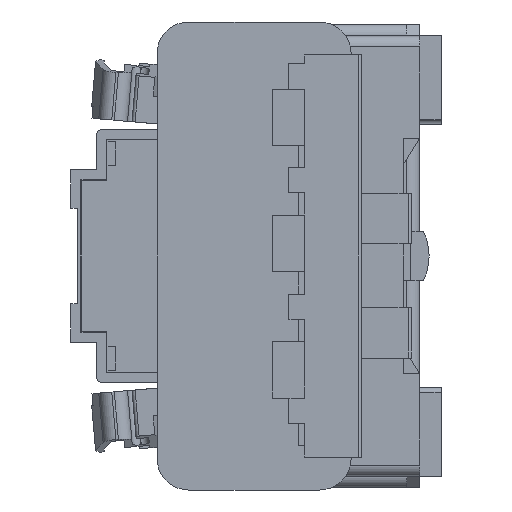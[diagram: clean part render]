
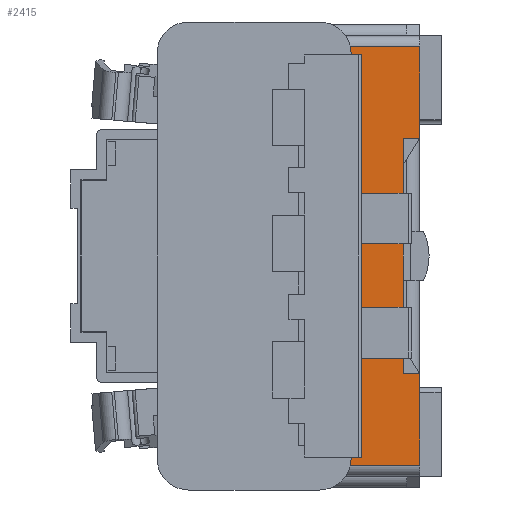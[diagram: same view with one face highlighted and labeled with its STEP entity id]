
A CAD part, left-side view. The second image highlights one B-rep face of the part: STEP entity #2415.
In plain terms, the highlighted planar face has unit normal (-1, 0, 0).
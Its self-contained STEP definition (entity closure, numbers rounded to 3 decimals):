
#394 = VERTEX_POINT ( 'NONE', #4694 ) ;
#403 = LINE ( 'NONE', #24686, #11092 ) ;
#879 = VECTOR ( 'NONE', #8882, 1000. ) ;
#1690 = LINE ( 'NONE', #25952, #11157 ) ;
#1746 = ORIENTED_EDGE ( 'NONE', *, *, #17462, .T. ) ;
#2415 = ADVANCED_FACE ( 'NONE', ( #24300 ), #3084, .F. ) ;
#3084 = PLANE ( 'NONE',  #23605 ) ;
#3242 = CARTESIAN_POINT ( 'NONE',  ( 0., 0., -18.5 ) ) ;
#4315 = CARTESIAN_POINT ( 'NONE',  ( 0., 2.6, -18.5 ) ) ;
#4473 = VERTEX_POINT ( 'NONE', #26461 ) ;
#4616 = LINE ( 'NONE', #26090, #7217 ) ;
#4694 = CARTESIAN_POINT ( 'NONE',  ( 0., 0., 33. ) ) ;
#5956 = DIRECTION ( 'NONE',  ( 0., -1., 0. ) ) ;
#6454 = EDGE_LOOP ( 'NONE', ( #14030, #21599, #13913, #14015, #18658, #25535, #25841, #1746 ) ) ;
#7217 = VECTOR ( 'NONE', #23321, 1000. ) ;
#7404 = VECTOR ( 'NONE', #5956, 1000. ) ;
#8761 = CARTESIAN_POINT ( 'NONE',  ( 0., 2.6, 18.5 ) ) ;
#8882 = DIRECTION ( 'NONE',  ( 0., 1., 0. ) ) ;
#9328 = VECTOR ( 'NONE', #12309, 1000. ) ;
#9457 = DIRECTION ( 'NONE',  ( 0., 0., -1. ) ) ;
#9523 = EDGE_CURVE ( 'NONE', #17372, #15901, #4616, .T. ) ;
#9524 = EDGE_CURVE ( 'NONE', #4473, #18517, #17791, .T. ) ;
#9597 = EDGE_CURVE ( 'NONE', #16387, #17372, #17953, .T. ) ;
#11092 = VECTOR ( 'NONE', #21912, 1000. ) ;
#11109 = EDGE_CURVE ( 'NONE', #394, #20459, #403, .T. ) ;
#11157 = VECTOR ( 'NONE', #23193, 1000. ) ;
#11644 = CARTESIAN_POINT ( 'NONE',  ( 0., 31.8, 33. ) ) ;
#12229 = CARTESIAN_POINT ( 'NONE',  ( 0., 2.6, -18.5 ) ) ;
#12309 = DIRECTION ( 'NONE',  ( 0., 0., -1. ) ) ;
#12459 = DIRECTION ( 'NONE',  ( 0., -1., 0. ) ) ;
#13681 = EDGE_CURVE ( 'NONE', #18517, #15901, #1690, .T. ) ;
#13913 = ORIENTED_EDGE ( 'NONE', *, *, #9523, .F. ) ;
#14015 = ORIENTED_EDGE ( 'NONE', *, *, #9597, .F. ) ;
#14030 = ORIENTED_EDGE ( 'NONE', *, *, #9524, .T. ) ;
#14320 = VECTOR ( 'NONE', #9457, 1000. ) ;
#14958 = LINE ( 'NONE', #12229, #14320 ) ;
#15041 = CARTESIAN_POINT ( 'NONE',  ( 0., 15.8, -22.8 ) ) ;
#15178 = CARTESIAN_POINT ( 'NONE',  ( 0., 2.6, 18.5 ) ) ;
#15190 = CARTESIAN_POINT ( 'NONE',  ( 0., 2.6, -18.5 ) ) ;
#15901 = VERTEX_POINT ( 'NONE', #21449 ) ;
#16296 = DIRECTION ( 'NONE',  ( 0., 0., -1. ) ) ;
#16387 = VERTEX_POINT ( 'NONE', #4315 ) ;
#17039 = VERTEX_POINT ( 'NONE', #15178 ) ;
#17130 = LINE ( 'NONE', #11644, #879 ) ;
#17372 = VERTEX_POINT ( 'NONE', #3242 ) ;
#17462 = EDGE_CURVE ( 'NONE', #394, #4473, #17130, .T. ) ;
#17791 = LINE ( 'NONE', #15041, #9328 ) ;
#17953 = LINE ( 'NONE', #15190, #21818 ) ;
#18517 = VERTEX_POINT ( 'NONE', #26655 ) ;
#18561 = EDGE_CURVE ( 'NONE', #17039, #16387, #14958, .T. ) ;
#18658 = ORIENTED_EDGE ( 'NONE', *, *, #18561, .F. ) ;
#19079 = DIRECTION ( 'NONE',  ( 1., 0., 0. ) ) ;
#19773 = LINE ( 'NONE', #8761, #7404 ) ;
#19999 = EDGE_CURVE ( 'NONE', #17039, #20459, #19773, .T. ) ;
#20459 = VERTEX_POINT ( 'NONE', #22720 ) ;
#21449 = CARTESIAN_POINT ( 'NONE',  ( 0., 0., -33. ) ) ;
#21599 = ORIENTED_EDGE ( 'NONE', *, *, #13681, .T. ) ;
#21818 = VECTOR ( 'NONE', #12459, 1000. ) ;
#21822 = CARTESIAN_POINT ( 'NONE',  ( 0., 31.8, 36.5 ) ) ;
#21912 = DIRECTION ( 'NONE',  ( 0., 0., -1. ) ) ;
#22720 = CARTESIAN_POINT ( 'NONE',  ( 0., 0., 18.5 ) ) ;
#23193 = DIRECTION ( 'NONE',  ( 0., -1., 0. ) ) ;
#23321 = DIRECTION ( 'NONE',  ( 0., 0., -1. ) ) ;
#23605 = AXIS2_PLACEMENT_3D ( 'NONE', #21822, #19079, #16296 ) ;
#24300 = FACE_OUTER_BOUND ( 'NONE', #6454, .T. ) ;
#24686 = CARTESIAN_POINT ( 'NONE',  ( 0., 0., 36.5 ) ) ;
#25535 = ORIENTED_EDGE ( 'NONE', *, *, #19999, .T. ) ;
#25841 = ORIENTED_EDGE ( 'NONE', *, *, #11109, .F. ) ;
#25952 = CARTESIAN_POINT ( 'NONE',  ( 0., 31.8, -33. ) ) ;
#26090 = CARTESIAN_POINT ( 'NONE',  ( 0., 0., 36.5 ) ) ;
#26461 = CARTESIAN_POINT ( 'NONE',  ( 0., 15.8, 33. ) ) ;
#26655 = CARTESIAN_POINT ( 'NONE',  ( 0., 15.8, -33. ) ) ;
